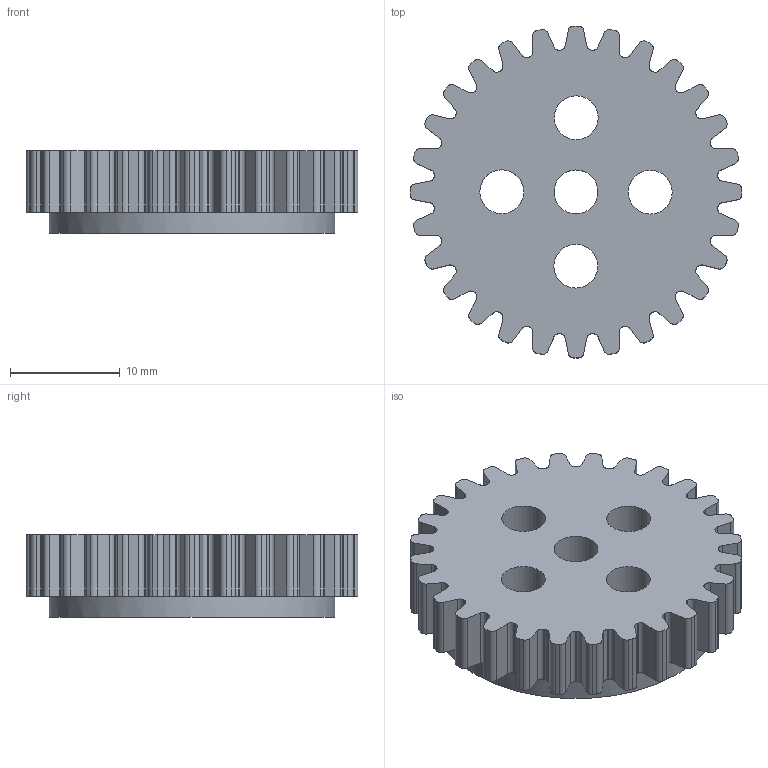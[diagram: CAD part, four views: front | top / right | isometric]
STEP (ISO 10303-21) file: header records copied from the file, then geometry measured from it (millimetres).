
FILE_DESCRIPTION(/* description */ (''),/* implementation_level */ '2;1');
FILE_NAME(/* name */ 'Pinion Gear, Large Version_Modifed_With_Holes v1.step',/* time_stamp */ '2024-09-23T16:36:01-07:00',/* author */ (''),/* organization */ (''),/* preprocessor_version */ 'ST-DEVELOPER v20',/* originating_system */ 'Autodesk Translation Framework v13.20.0.188',/* authorisation */ '');
FILE_SCHEMA (('AUTOMOTIVE_DESIGN { 1 0 10303 214 3 1 1 }'));
Length unit declared in the file: millimetre
Products named in the file (1): Pinion Gear, Large Version_Modifed_With_Holes
Bounding box: 30.24 x 30.24 x 7.51 mm (x, y, z)
Volume: 2802.3 mm3; surface area: 2716.2 mm2
Topology: 1 solids, 1 shells, 234 faces, 693 edges, 462 vertices
Faces by surface type: cylinder 119, plane 115
Full cylindrical faces by diameter (mm): 4 x5, 21.25 x1, 26 x1
Entity records: 8011 total; most frequent: DIRECTION 1457, CARTESIAN_POINT 1390, ORIENTED_EDGE 1386, EDGE_CURVE 693, AXIS2_PLACEMENT_3D 529, VERTEX_POINT 462, LINE 399, VECTOR 399
